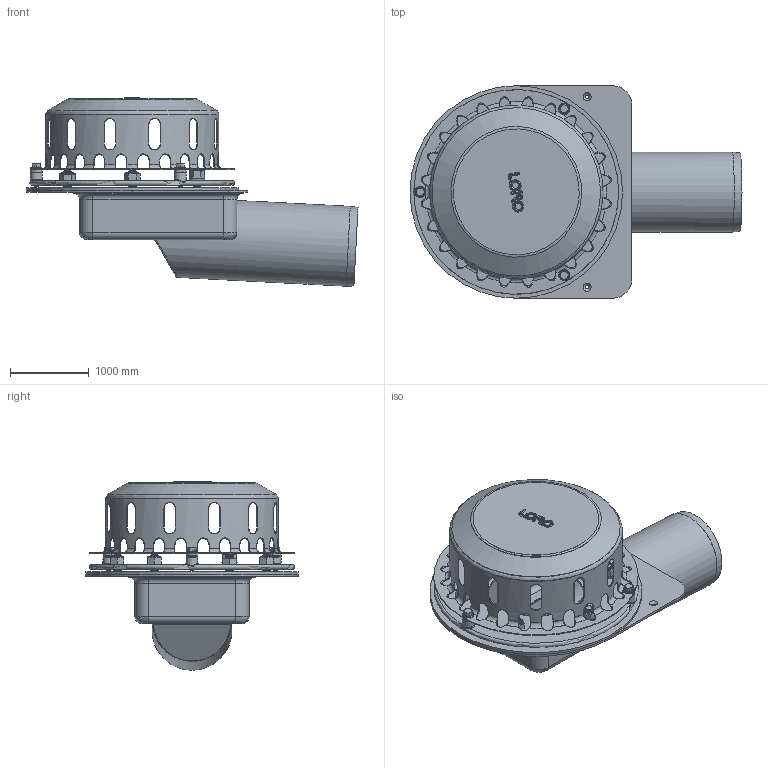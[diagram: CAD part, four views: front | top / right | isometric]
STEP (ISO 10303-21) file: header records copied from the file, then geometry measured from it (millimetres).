
FILE_DESCRIPTION(/* description */ (''),/* implementation_level */ '2;1');
FILE_NAME(/* name */ '01390.100X_3D.stp',/* time_stamp */ '2024-12-11T13:28:38+01:00',/* author */ ('CAD'),/* organization */ (''),/* preprocessor_version */ 'ST-DEVELOPER v20',/* originating_system */ 'AutoCAD Mechanical',/* authorisation */ '');
FILE_SCHEMA (('AUTOMOTIVE_DESIGN { 1 0 10303 214 3 1 1 }'));
Length unit declared in the file: centimetre
Products named in the file (2): Product; Haube und Flansch
Assembly tree (1 placements, depth 2):
  Product
    Haube und Flansch
Bounding box: 4217.43 x 2700 x 2394.01 mm (x, y, z)
Volume: 823572223.8 mm3; surface area: 74186784.4 mm2
Topology: 30 solids, 30 shells, 1046 faces, 2617 edges, 1598 vertices
Faces by surface type: cylinder 316, plane 296, cone 267, torus 141, bspline 23, sphere 3
Full cylindrical faces by diameter (mm): 60 x3, 80 x3, 100 x90, 105 x2, 120 x6, 130 x6, 160 x12, 200 x6, 992 x1, 1016 x1, 1220 x1, 1300 x1, 2180 x1, 2200 x1, 2600 x1, 2700 x1
Entity records: 37679 total; most frequent: CARTESIAN_POINT 12879, ORIENTED_EDGE 5222, DIRECTION 5196, EDGE_CURVE 2611, AXIS2_PLACEMENT_3D 2092, VERTEX_POINT 1596, EDGE_LOOP 1163, FACE_OUTER_BOUND 1046
